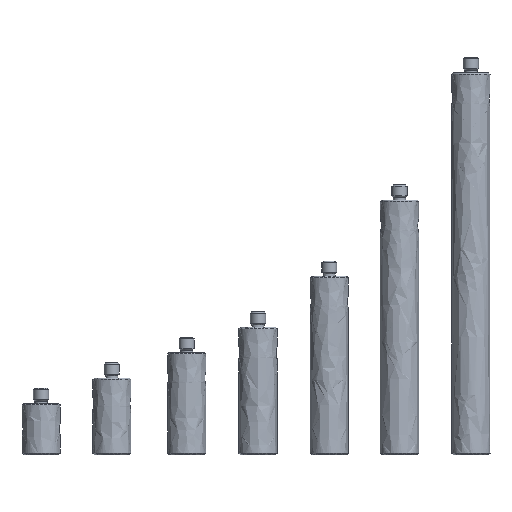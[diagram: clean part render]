
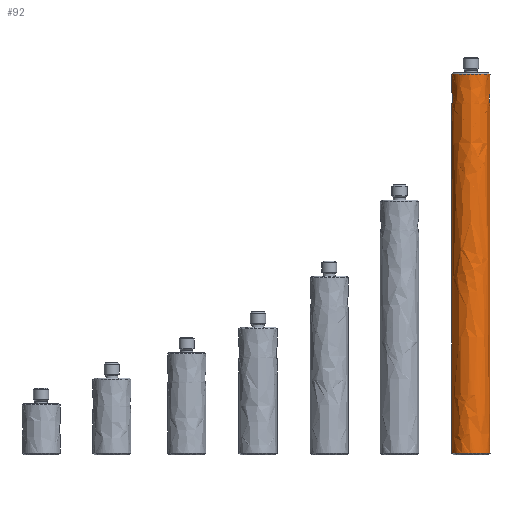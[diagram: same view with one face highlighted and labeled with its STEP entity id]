
A CAD part, front view. The second image highlights one B-rep face of the part: STEP entity #92.
In plain terms, the highlighted free-form (B-spline) face has degree [2, 1] with [5, 2] control points.
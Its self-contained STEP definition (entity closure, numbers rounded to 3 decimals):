
#92=ADVANCED_FACE('',(#337),#3385,.T.);
#337=FACE_OUTER_BOUND('',#586,.T.);
#586=EDGE_LOOP('',(#953,#954,#955,#956,#957,#958,#959,#960,#961,#962));
#953=ORIENTED_EDGE('',*,*,#1919,.T.);
#954=ORIENTED_EDGE('',*,*,#1923,.T.);
#955=ORIENTED_EDGE('',*,*,#1927,.T.);
#956=ORIENTED_EDGE('',*,*,#1985,.T.);
#957=ORIENTED_EDGE('',*,*,#1922,.T.);
#958=ORIENTED_EDGE('',*,*,#1920,.T.);
#959=ORIENTED_EDGE('',*,*,#1981,.F.);
#960=ORIENTED_EDGE('',*,*,#1913,.F.);
#961=ORIENTED_EDGE('',*,*,#1982,.F.);
#962=ORIENTED_EDGE('',*,*,#1980,.F.);
#1913=EDGE_CURVE('',#3001,#3043,#2681,.T.);
#1919=EDGE_CURVE('',#3007,#3006,#2457,.T.);
#1920=EDGE_CURVE('',#3008,#3009,#2458,.T.);
#1922=EDGE_CURVE('',#3010,#3008,#2686,.T.);
#1923=EDGE_CURVE('',#3006,#3012,#2687,.T.);
#1927=EDGE_CURVE('',#3012,#3044,#2691,.T.);
#1980=EDGE_CURVE('',#3007,#3042,#2716,.T.);
#1981=EDGE_CURVE('',#3043,#3009,#2717,.T.);
#1982=EDGE_CURVE('',#3042,#3001,#2718,.T.);
#1985=EDGE_CURVE('',#3044,#3010,#2721,.T.);
#2457=(
BOUNDED_CURVE()
B_SPLINE_CURVE(2,(#4450,#4451,#4452,#4453,#4454),.UNSPECIFIED.,.F.,.F.)
B_SPLINE_CURVE_WITH_KNOTS((3,2,3),(-23.562,-11.781,
0.),.UNSPECIFIED.)
CURVE()
GEOMETRIC_REPRESENTATION_ITEM()
RATIONAL_B_SPLINE_CURVE((1.,0.707,1.,0.707,1.))
REPRESENTATION_ITEM('')
);
#2458=(
BOUNDED_CURVE()
B_SPLINE_CURVE(2,(#4455,#4456,#4457,#4458,#4459),.UNSPECIFIED.,.F.,.F.)
B_SPLINE_CURVE_WITH_KNOTS((3,2,3),(-47.124,-35.343,
-23.562),.UNSPECIFIED.)
CURVE()
GEOMETRIC_REPRESENTATION_ITEM()
RATIONAL_B_SPLINE_CURVE((1.,0.707,1.,0.707,1.))
REPRESENTATION_ITEM('')
);
#2681=B_SPLINE_CURVE_WITH_KNOTS('',3,(#4396,#4397,#4398,#4399,#4400,#4401,
#4402,#4403,#4404,#4405),.UNSPECIFIED.,.F.,.F.,(4,2,2,1,1,4),(-0.529,
-0.463,-0.397,-0.347,-0.298,
-0.265),.UNSPECIFIED.);
#2686=B_SPLINE_CURVE_WITH_KNOTS('',1,(#4465,#4466),.UNSPECIFIED.,.F.,.F.,
(2,2),(156.97,164.02),.UNSPECIFIED.);
#2687=B_SPLINE_CURVE_WITH_KNOTS('',1,(#4467,#4468),.UNSPECIFIED.,.F.,.F.,
(2,2),(15.02,152.07),.UNSPECIFIED.);
#2691=B_SPLINE_CURVE_WITH_KNOTS('',3,(#4512,#4513,#4514,#4515,#4516,#4517,
#4518,#4519,#4520,#4521,#4522,#4523),.UNSPECIFIED.,.F.,.F.,(4,2,2,2,2,4),
(0.265,0.331,0.397,0.463,
0.529,0.529),.UNSPECIFIED.);
#2716=B_SPLINE_CURVE_WITH_KNOTS('',1,(#4724,#4725),.UNSPECIFIED.,.F.,.F.,
(2,2),(15.02,152.07),.UNSPECIFIED.);
#2717=B_SPLINE_CURVE_WITH_KNOTS('',1,(#4726,#4727),.UNSPECIFIED.,.F.,.F.,
(2,2),(156.97,164.02),.UNSPECIFIED.);
#2718=B_SPLINE_CURVE_WITH_KNOTS('',3,(#4728,#4729,#4730,#4731,#4732,#4733,
#4734,#4735,#4736,#4737),.UNSPECIFIED.,.F.,.F.,(4,2,2,2,4),(-0.794,
-0.728,-0.662,-0.596,-0.529),
 .UNSPECIFIED.);
#2721=B_SPLINE_CURVE_WITH_KNOTS('',3,(#4753,#4754,#4755,#4756,#4757,#4758,
#4759,#4760,#4761,#4762),.UNSPECIFIED.,.F.,.F.,(4,2,2,2,4),(0.529,
0.596,0.662,0.728,0.794),
 .UNSPECIFIED.);
#3001=VERTEX_POINT('',#4342);
#3006=VERTEX_POINT('',#4347);
#3007=VERTEX_POINT('',#4348);
#3008=VERTEX_POINT('',#4349);
#3009=VERTEX_POINT('',#4350);
#3010=VERTEX_POINT('',#4351);
#3012=VERTEX_POINT('',#4353);
#3042=VERTEX_POINT('',#4383);
#3043=VERTEX_POINT('',#4384);
#3044=VERTEX_POINT('',#4385);
#3385=(
BOUNDED_SURFACE()
B_SPLINE_SURFACE(2,1,((#4247,#4248),(#4249,#4250),(#4251,#4252),(#4253,
#4254),(#4255,#4256)),.UNSPECIFIED.,.F.,.F.,.F.)
B_SPLINE_SURFACE_WITH_KNOTS((3,2,3),(2,2),(3.142,4.712,
6.283),(0.,179.04),.UNSPECIFIED.)
GEOMETRIC_REPRESENTATION_ITEM()
RATIONAL_B_SPLINE_SURFACE(((1.,1.),(0.707,0.707),
(1.,1.),(0.707,0.707),(1.,1.)))
REPRESENTATION_ITEM('')
SURFACE()
);
#4247=CARTESIAN_POINT('',(73.703,0.,-14.52));
#4248=CARTESIAN_POINT('',(73.703,0.,164.52));
#4249=CARTESIAN_POINT('',(73.703,-7.5,-14.52));
#4250=CARTESIAN_POINT('',(73.703,-7.5,164.52));
#4251=CARTESIAN_POINT('',(81.203,-7.5,-14.52));
#4252=CARTESIAN_POINT('',(81.203,-7.5,164.52));
#4253=CARTESIAN_POINT('',(88.703,-7.5,-14.52));
#4254=CARTESIAN_POINT('',(88.703,-7.5,164.52));
#4255=CARTESIAN_POINT('',(88.703,0.,-14.52));
#4256=CARTESIAN_POINT('',(88.703,0.,164.52));
#4342=CARTESIAN_POINT('',(74.105,-2.422,140.));
#4347=CARTESIAN_POINT('',(88.703,0.,0.5));
#4348=CARTESIAN_POINT('',(73.703,0.,0.5));
#4349=CARTESIAN_POINT('',(88.703,0.,149.5));
#4350=CARTESIAN_POINT('',(73.703,0.,149.5));
#4351=CARTESIAN_POINT('',(88.703,0.,142.45));
#4353=CARTESIAN_POINT('',(88.703,0.,137.55));
#4383=CARTESIAN_POINT('',(73.704,0.,137.55));
#4384=CARTESIAN_POINT('',(73.703,0.,142.45));
#4385=CARTESIAN_POINT('',(88.302,-2.422,140.));
#4396=CARTESIAN_POINT('',(74.105,-2.422,140.));
#4397=CARTESIAN_POINT('',(74.105,-2.422,140.311));
#4398=CARTESIAN_POINT('',(74.084,-2.361,140.642));
#4399=CARTESIAN_POINT('',(74.007,-2.116,141.247));
#4400=CARTESIAN_POINT('',(73.953,-1.932,141.52));
#4401=CARTESIAN_POINT('',(73.865,-1.559,141.897));
#4402=CARTESIAN_POINT('',(73.786,-1.179,142.19));
#4403=CARTESIAN_POINT('',(73.715,-0.549,142.412));
#4404=CARTESIAN_POINT('',(73.703,-0.157,142.45));
#4405=CARTESIAN_POINT('',(73.703,0.,142.45));
#4450=CARTESIAN_POINT('',(73.703,0.,0.5));
#4451=CARTESIAN_POINT('',(73.703,-7.5,0.5));
#4452=CARTESIAN_POINT('',(81.203,-7.5,0.5));
#4453=CARTESIAN_POINT('',(88.703,-7.5,0.5));
#4454=CARTESIAN_POINT('',(88.703,0.,0.5));
#4455=CARTESIAN_POINT('',(88.703,0.,149.5));
#4456=CARTESIAN_POINT('',(88.703,-7.5,149.5));
#4457=CARTESIAN_POINT('',(81.203,-7.5,149.5));
#4458=CARTESIAN_POINT('',(73.703,-7.5,149.5));
#4459=CARTESIAN_POINT('',(73.703,0.,149.5));
#4465=CARTESIAN_POINT('',(88.703,0.,142.45));
#4466=CARTESIAN_POINT('',(88.703,0.,149.5));
#4467=CARTESIAN_POINT('',(88.703,0.,0.5));
#4468=CARTESIAN_POINT('',(88.703,0.,137.55));
#4512=CARTESIAN_POINT('',(88.703,0.,137.55));
#4513=CARTESIAN_POINT('',(88.703,-0.317,137.55));
#4514=CARTESIAN_POINT('',(88.684,-0.634,137.612));
#4515=CARTESIAN_POINT('',(88.607,-1.237,137.862));
#4516=CARTESIAN_POINT('',(88.554,-1.505,138.049));
#4517=CARTESIAN_POINT('',(88.454,-1.932,138.48));
#4518=CARTESIAN_POINT('',(88.4,-2.116,138.754));
#4519=CARTESIAN_POINT('',(88.323,-2.361,139.358));
#4520=CARTESIAN_POINT('',(88.302,-2.422,139.689));
#4521=CARTESIAN_POINT('',(88.302,-2.422,140.));
#4522=CARTESIAN_POINT('',(88.302,-2.422,140.));
#4523=CARTESIAN_POINT('',(88.302,-2.422,140.));
#4724=CARTESIAN_POINT('',(73.703,0.,0.5));
#4725=CARTESIAN_POINT('',(73.703,0.,137.55));
#4726=CARTESIAN_POINT('',(73.703,0.,142.45));
#4727=CARTESIAN_POINT('',(73.703,0.,149.5));
#4728=CARTESIAN_POINT('',(73.704,0.,137.55));
#4729=CARTESIAN_POINT('',(73.704,-0.316,137.55));
#4730=CARTESIAN_POINT('',(73.724,-0.633,137.612));
#4731=CARTESIAN_POINT('',(73.8,-1.236,137.861));
#4732=CARTESIAN_POINT('',(73.853,-1.505,138.048));
#4733=CARTESIAN_POINT('',(73.953,-1.931,138.48));
#4734=CARTESIAN_POINT('',(74.007,-2.115,138.753));
#4735=CARTESIAN_POINT('',(74.084,-2.361,139.358));
#4736=CARTESIAN_POINT('',(74.105,-2.422,139.688));
#4737=CARTESIAN_POINT('',(74.105,-2.422,140.));
#4753=CARTESIAN_POINT('',(88.302,-2.422,140.));
#4754=CARTESIAN_POINT('',(88.302,-2.422,140.312));
#4755=CARTESIAN_POINT('',(88.323,-2.361,140.642));
#4756=CARTESIAN_POINT('',(88.4,-2.116,141.247));
#4757=CARTESIAN_POINT('',(88.453,-1.932,141.52));
#4758=CARTESIAN_POINT('',(88.554,-1.506,141.952));
#4759=CARTESIAN_POINT('',(88.607,-1.237,142.139));
#4760=CARTESIAN_POINT('',(88.682,-0.637,142.388));
#4761=CARTESIAN_POINT('',(88.703,-0.314,142.45));
#4762=CARTESIAN_POINT('',(88.703,0.,142.45));
